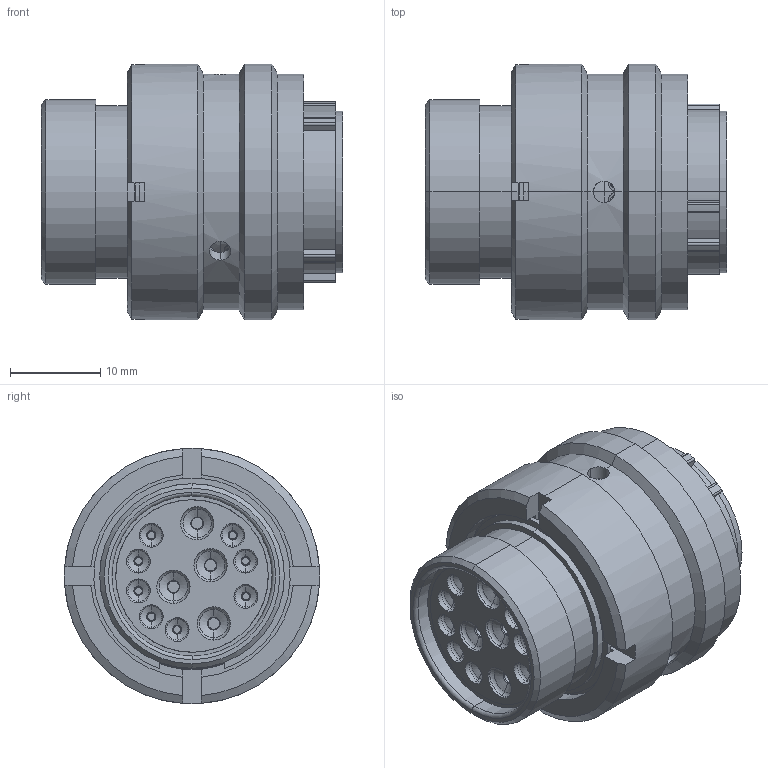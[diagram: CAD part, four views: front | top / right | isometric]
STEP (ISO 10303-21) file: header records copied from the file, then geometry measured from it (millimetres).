
FILE_DESCRIPTION (( 'STEP AP214' ), '1' );
FILE_NAME ('AS614-97SA.STEP', '2020-06-08T08:21:45', ( 'TE Connectivity' ), ( 'TE Connectivity' ), 'SwSTEP 2.0', 'SolidWorks 2016', '' );
FILE_SCHEMA (( 'AUTOMOTIVE_DESIGN' ));
Length unit declared in the file: millimetre
Products named in the file (1): AS614-97SA
Bounding box: 33.37 x 28.3 x 28.3 mm (x, y, z)
Volume: 12462.3 mm3; surface area: 14536.5 mm2
Topology: 10 solids, 10 shells, 843 faces, 2186 edges, 1381 vertices
Faces by surface type: cylinder 308, plane 306, torus 110, cone 108, bspline 9, sphere 2
Entity records: 40984 total; most frequent: CARTESIAN_POINT 12164, ORIENTED_EDGE 4372, DIRECTION 3691, EDGE_CURVE 2186, AXIS2_PLACEMENT_3D 1539, VERTEX_POINT 1381, EDGE_LOOP 925, UNCERTAINTY_MEASURE_WITH_UNIT 855
